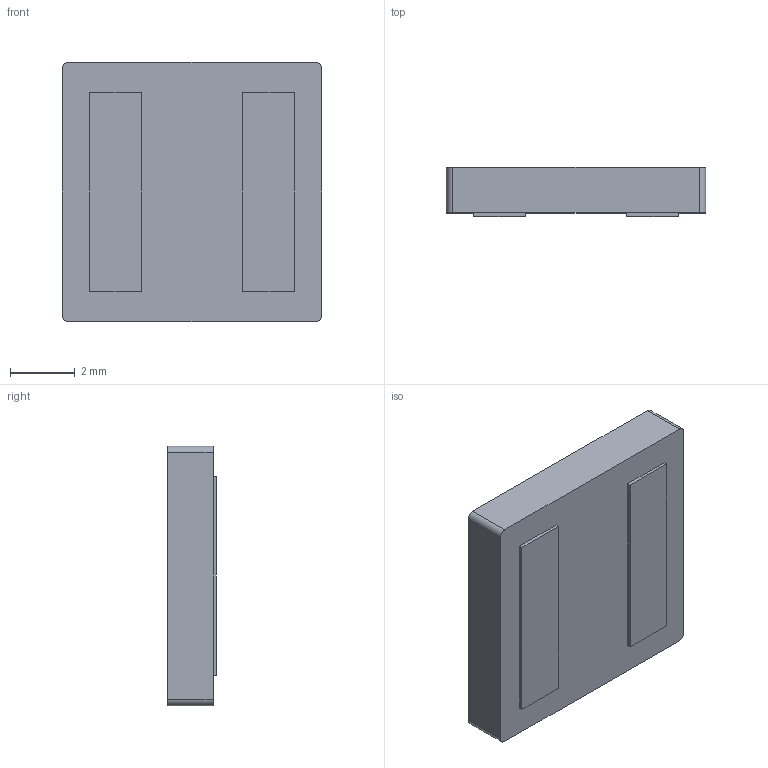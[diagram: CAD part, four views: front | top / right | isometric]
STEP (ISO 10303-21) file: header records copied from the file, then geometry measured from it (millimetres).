
FILE_DESCRIPTION(('FreeCAD Model'),'2;1');
FILE_NAME('Open CASCADE Shape Model','2024-10-28T17:05:53',(''),(''), 'Open CASCADE STEP processor 7.6','FreeCAD','Unknown');
FILE_SCHEMA(('AUTOMOTIVE_DESIGN { 1 0 10303 214 1 1 1 1 }'));
Length unit declared in the file: millimetre
Products named in the file (1): Coilcraft-XFL7015-251
Bounding box: 8 x 1.5 x 8 mm (x, y, z)
Volume: 91.5 mm3; surface area: 175.4 mm2
Topology: 1 solids, 1 shells, 76 faces, 178 edges, 111 vertices
Faces by surface type: plane 43, bspline 29, cylinder 4
Entity records: 3746 total; most frequent: CARTESIAN_POINT 1663, ORIENTED_EDGE 356, DIRECTION 224, EDGE_CURVE 178, LINE 112, VECTOR 112, VERTEX_POINT 111, FACE_BOUND 83
